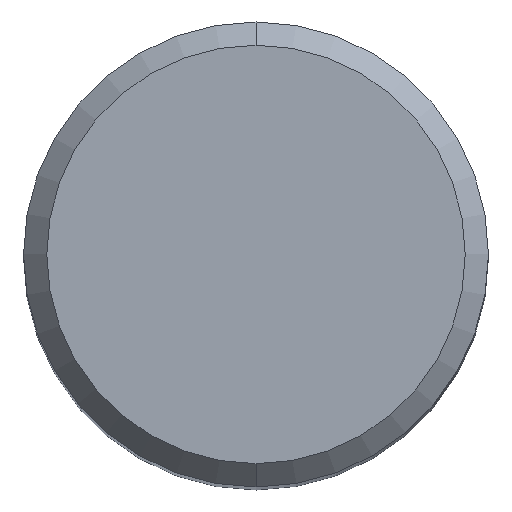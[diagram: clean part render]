
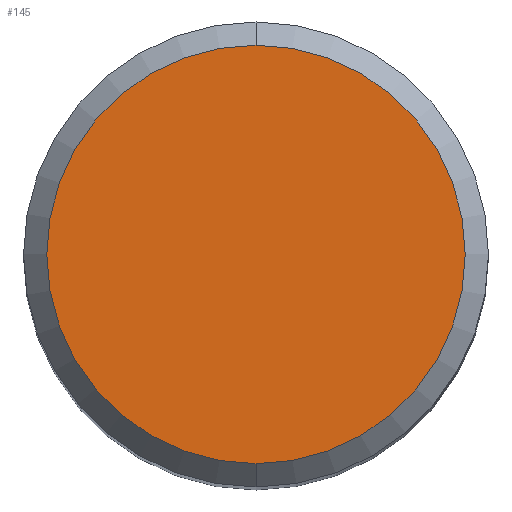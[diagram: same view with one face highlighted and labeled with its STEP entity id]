
A CAD part, top view. The second image highlights one B-rep face of the part: STEP entity #145.
In plain terms, the highlighted planar face has unit normal (0, 0, 1).
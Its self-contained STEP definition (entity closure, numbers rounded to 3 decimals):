
#119=VERTEX_POINT('',#274);
#145=ADVANCED_FACE('',(#304),#305,.T.);
#147=EDGE_CURVE('',#155,#119,#307,.T.);
#155=VERTEX_POINT('',#316);
#173=EDGE_CURVE('',#119,#155,#336,.T.);
#274=CARTESIAN_POINT('',(0.,-4.5,0.));
#304=FACE_OUTER_BOUND('',#469,.T.);
#305=PLANE('',#470);
#307=CIRCLE('',#473,4.5);
#316=CARTESIAN_POINT('',(0.0,4.5,0.));
#336=CIRCLE('',#511,4.5);
#469=EDGE_LOOP('',(#680,#681));
#470=AXIS2_PLACEMENT_3D('',#682,#683,#684);
#473=AXIS2_PLACEMENT_3D('',#685,#686,#687);
#511=AXIS2_PLACEMENT_3D('',#719,#720,#721);
#680=ORIENTED_EDGE('',*,*,#147,.F.);
#681=ORIENTED_EDGE('',*,*,#173,.F.);
#682=CARTESIAN_POINT('',(0.0,2.25,0.));
#683=DIRECTION('',(-0.0,0.0,1.0));
#684=DIRECTION('',(0.0,-1.0,0.0));
#685=CARTESIAN_POINT('',(0.0,0.0,0.));
#686=DIRECTION('',(0.0,0.0,-1.0));
#687=DIRECTION('',(0.0,1.0,0.0));
#719=CARTESIAN_POINT('',(0.0,0.0,0.));
#720=DIRECTION('',(0.0,0.0,-1.0));
#721=DIRECTION('',(0.0,1.0,0.0));
